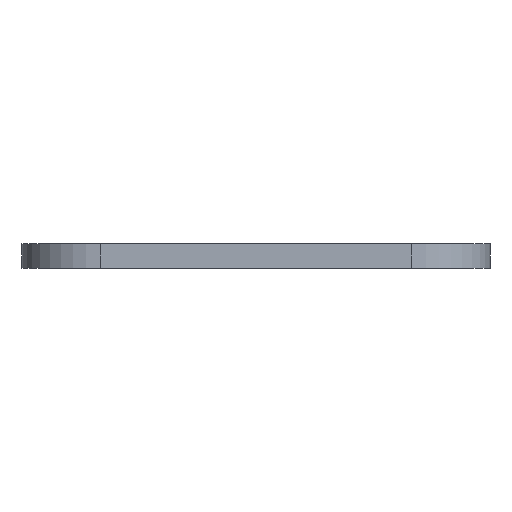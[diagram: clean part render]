
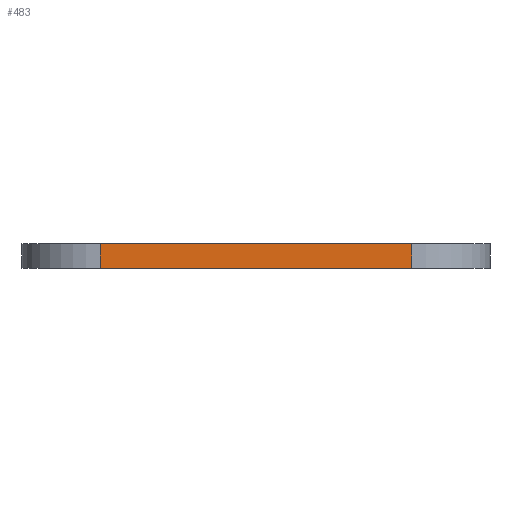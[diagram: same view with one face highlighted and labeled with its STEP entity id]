
A CAD part, front view. The second image highlights one B-rep face of the part: STEP entity #483.
In plain terms, the highlighted planar face has unit normal (0, -1, 0).
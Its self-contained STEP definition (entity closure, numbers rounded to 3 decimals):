
#2 = CARTESIAN_POINT ( 'NONE',  ( -332.5, 95., -114.175 ) ) ;
#38 = CARTESIAN_POINT ( 'NONE',  ( -292.5, 95., -111. ) ) ;
#114 = ORIENTED_EDGE ( 'NONE', *, *, #558, .T. ) ;
#169 = CARTESIAN_POINT ( 'NONE',  ( -292.5, 95., -114.175 ) ) ;
#170 = EDGE_CURVE ( 'NONE', #503, #1250, #1038, .T. ) ;
#175 = VECTOR ( 'NONE', #1162, 1000. ) ;
#362 = CARTESIAN_POINT ( 'NONE',  ( -332.5, 95., -114.175 ) ) ;
#390 = PLANE ( 'NONE',  #1493 ) ;
#483 = ADVANCED_FACE ( 'NONE', ( #613 ), #390, .T. ) ;
#492 = DIRECTION ( 'NONE',  ( 0., 0., -1. ) ) ;
#503 = VERTEX_POINT ( 'NONE', #892 ) ;
#525 = CARTESIAN_POINT ( 'NONE',  ( -342.5, 95., -111. ) ) ;
#544 = VECTOR ( 'NONE', #785, 1000. ) ;
#558 = EDGE_CURVE ( 'NONE', #930, #503, #1037, .T. ) ;
#613 = FACE_OUTER_BOUND ( 'NONE', #1501, .T. ) ;
#656 = LINE ( 'NONE', #525, #829 ) ;
#722 = VERTEX_POINT ( 'NONE', #1090 ) ;
#738 = CARTESIAN_POINT ( 'NONE',  ( -342.5, 95., -114.175 ) ) ;
#785 = DIRECTION ( 'NONE',  ( 0., 0., 1. ) ) ;
#790 = CARTESIAN_POINT ( 'NONE',  ( -342.5, 95., -114.175 ) ) ;
#829 = VECTOR ( 'NONE', #913, 1000. ) ;
#892 = CARTESIAN_POINT ( 'NONE',  ( -292.5, 95., -114.175 ) ) ;
#913 = DIRECTION ( 'NONE',  ( 1., 0., 0. ) ) ;
#930 = VERTEX_POINT ( 'NONE', #2 ) ;
#1008 = DIRECTION ( 'NONE',  ( 0., 0., -1. ) ) ;
#1018 = LINE ( 'NONE', #362, #1578 ) ;
#1037 = LINE ( 'NONE', #790, #175 ) ;
#1038 = LINE ( 'NONE', #169, #544 ) ;
#1048 = EDGE_CURVE ( 'NONE', #722, #1250, #656, .T. ) ;
#1090 = CARTESIAN_POINT ( 'NONE',  ( -332.5, 95., -111. ) ) ;
#1124 = DIRECTION ( 'NONE',  ( 0., -1., 0. ) ) ;
#1162 = DIRECTION ( 'NONE',  ( 1., 0., 0. ) ) ;
#1250 = VERTEX_POINT ( 'NONE', #38 ) ;
#1279 = ORIENTED_EDGE ( 'NONE', *, *, #170, .T. ) ;
#1301 = ORIENTED_EDGE ( 'NONE', *, *, #1048, .F. ) ;
#1363 = ORIENTED_EDGE ( 'NONE', *, *, #1563, .T. ) ;
#1493 = AXIS2_PLACEMENT_3D ( 'NONE', #738, #1124, #1008 ) ;
#1501 = EDGE_LOOP ( 'NONE', ( #1301, #1363, #114, #1279 ) ) ;
#1563 = EDGE_CURVE ( 'NONE', #722, #930, #1018, .T. ) ;
#1578 = VECTOR ( 'NONE', #492, 1000. ) ;
